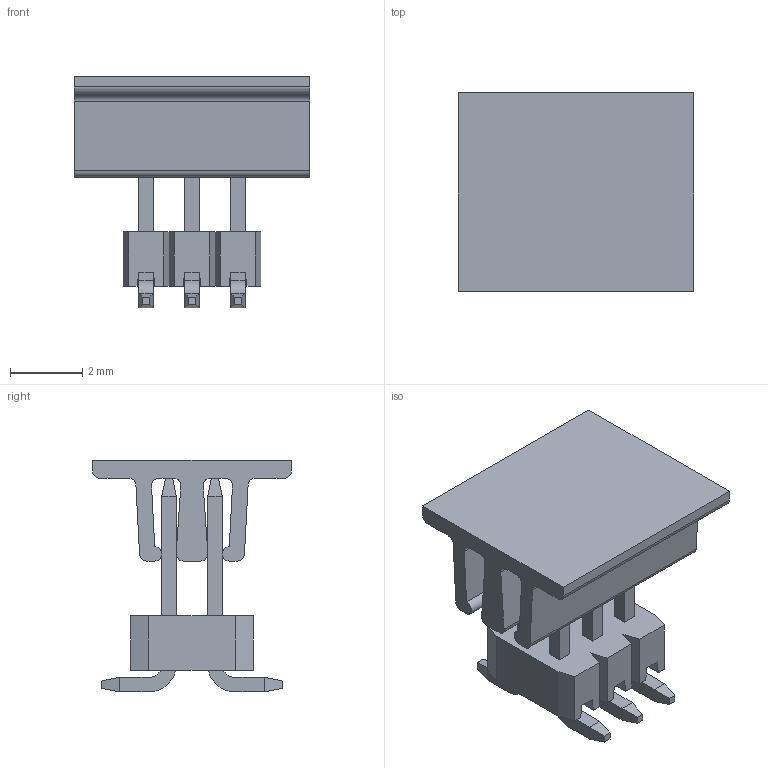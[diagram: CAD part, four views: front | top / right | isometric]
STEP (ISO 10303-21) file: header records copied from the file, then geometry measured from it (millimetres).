
FILE_DESCRIPTION(/* description */ ('Unknown'),/* implementation_level */ '2;1');
FILE_NAME(/* name */ '62130621021',/* time_stamp */ '2023-01-13T12:16:36+01:00',/* author */ ('Unknown'),/* organization */ ('Unknown'),/* preprocessor_version */ 'ST-DEVELOPER v16.7',/* originating_system */ 'Solid Edge',/* authorisation */ 'Unknown');
FILE_SCHEMA (('AUTOMOTIVE_DESIGN {1 0 10303 214 3 1 1}'));
Length unit declared in the file: millimetre
Products named in the file (4): 6213xx21021; 62130621021_Housing; 6210xx21021_PIN; 6213xx21021_Cap
Assembly tree (8 placements, depth 2):
  6213xx21021
    62130621021_Housing
    6210xx21021_PIN  x6
    6213xx21021_Cap
Bounding box: 6.5 x 5.5 x 6.41 mm (x, y, z)
Volume: 65.6 mm3; surface area: 311.3 mm2
Topology: 8 solids, 8 shells, 204 faces, 522 edges, 328 vertices
Faces by surface type: plane 178, cylinder 26
Entity records: 3785 total; most frequent: CARTESIAN_POINT 653, ORIENTED_EDGE 644, DIRECTION 600, EDGE_CURVE 322, LINE 290, VECTOR 290, VERTEX_POINT 208, AXIS2_PLACEMENT_3D 155
